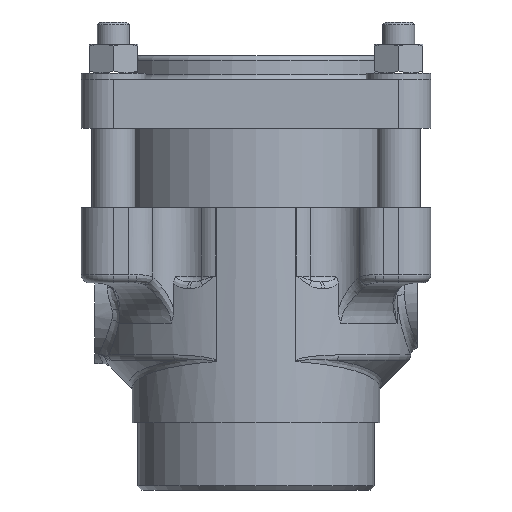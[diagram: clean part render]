
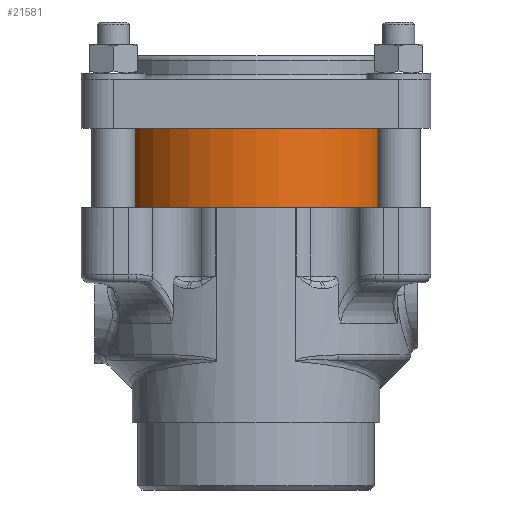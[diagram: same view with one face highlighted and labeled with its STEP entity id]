
A CAD part, front view. The second image highlights one B-rep face of the part: STEP entity #21581.
In plain terms, the highlighted cylindrical face has radius 50 mm (diameter 100 mm), a partial arc.
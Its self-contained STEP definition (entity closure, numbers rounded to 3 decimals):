
#2133 = AXIS2_PLACEMENT_3D ( 'NONE', #31127, #8679, #18622 ) ;
#2605 = AXIS2_PLACEMENT_3D ( 'NONE', #16158, #16164, #16165 ) ;
#2919 = AXIS2_PLACEMENT_3D ( 'NONE', #16669, #16661, #16660 ) ;
#6912 = LINE ( 'NONE', #31508, #6919 ) ;
#6919 = VECTOR ( 'NONE', #31495, 1000. ) ;
#7134 = CIRCLE ( 'NONE', #2133, 50. ) ;
#8679 = DIRECTION ( 'NONE',  ( 0., 0., 1. ) ) ;
#8820 = FACE_OUTER_BOUND ( 'NONE', #32479, .T. ) ;
#8821 = CYLINDRICAL_SURFACE ( 'NONE', #2919, 50. ) ;
#15505 = VERTEX_POINT ( 'NONE', #29241 ) ;
#15798 = VERTEX_POINT ( 'NONE', #29506 ) ;
#15870 = VERTEX_POINT ( 'NONE', #29585 ) ;
#15921 = VERTEX_POINT ( 'NONE', #29624 ) ;
#16158 = CARTESIAN_POINT ( 'NONE',  ( 0., -5., -13.467 ) ) ;
#16164 = DIRECTION ( 'NONE',  ( 0., 0., -1. ) ) ;
#16165 = DIRECTION ( 'NONE',  ( -1., 0., 0. ) ) ;
#16660 = DIRECTION ( 'NONE',  ( -1., 0., 0. ) ) ;
#16661 = DIRECTION ( 'NONE',  ( 0., 0., -1. ) ) ;
#16669 = CARTESIAN_POINT ( 'NONE',  ( 0., -5., -12.967 ) ) ;
#17848 = EDGE_CURVE ( 'NONE', #15921, #15505, #6912, .T. ) ;
#17920 = EDGE_CURVE ( 'NONE', #15798, #15505, #7134, .T. ) ;
#18387 = EDGE_CURVE ( 'NONE', #15870, #15798, #20916, .T. ) ;
#18466 = EDGE_CURVE ( 'NONE', #15921, #15870, #20710, .T. ) ;
#18622 = DIRECTION ( 'NONE',  ( -1., 0., 0. ) ) ;
#20710 = CIRCLE ( 'NONE', #2605, 50. ) ;
#20916 = LINE ( 'NONE', #24354, #20936 ) ;
#20936 = VECTOR ( 'NONE', #24353, 1000. ) ;
#21581 = ADVANCED_FACE ( 'NONE', ( #8820 ), #8821, .T. ) ;
#22109 = ORIENTED_EDGE ( 'NONE', *, *, #18466, .T. ) ;
#22122 = ORIENTED_EDGE ( 'NONE', *, *, #18387, .T. ) ;
#22291 = ORIENTED_EDGE ( 'NONE', *, *, #17848, .F. ) ;
#23634 = ORIENTED_EDGE ( 'NONE', *, *, #17920, .T. ) ;
#24353 = DIRECTION ( 'NONE',  ( 0., 0., -1. ) ) ;
#24354 = CARTESIAN_POINT ( 'NONE',  ( -50., -5., -12.967 ) ) ;
#29241 = CARTESIAN_POINT ( 'NONE',  ( 50., -5., -52.467 ) ) ;
#29506 = CARTESIAN_POINT ( 'NONE',  ( -50., -5., -52.467 ) ) ;
#29585 = CARTESIAN_POINT ( 'NONE',  ( -50., -5., -13.467 ) ) ;
#29624 = CARTESIAN_POINT ( 'NONE',  ( 50., -5., -13.467 ) ) ;
#31127 = CARTESIAN_POINT ( 'NONE',  ( 0., -5., -52.467 ) ) ;
#31495 = DIRECTION ( 'NONE',  ( 0., 0., -1. ) ) ;
#31508 = CARTESIAN_POINT ( 'NONE',  ( 50., -5., -12.967 ) ) ;
#32479 = EDGE_LOOP ( 'NONE', ( #22291, #22109, #22122, #23634 ) ) ;
